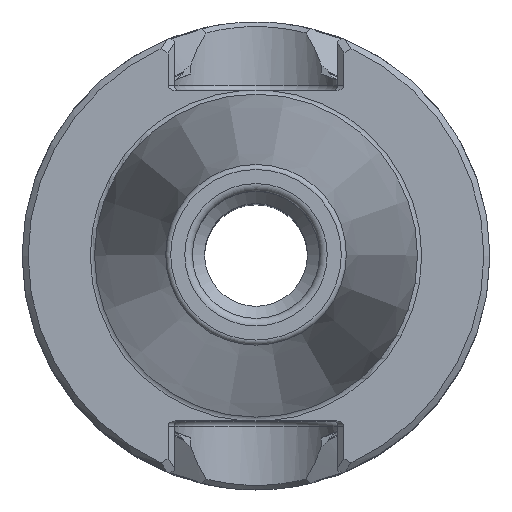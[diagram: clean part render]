
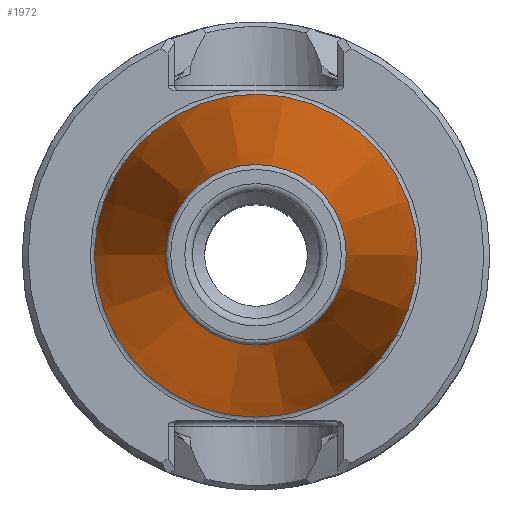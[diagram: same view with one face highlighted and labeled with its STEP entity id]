
A CAD part, top view. The second image highlights one B-rep face of the part: STEP entity #1972.
In plain terms, the highlighted conical face has half-angle 8.297 degrees and reference radius 8.879 mm.
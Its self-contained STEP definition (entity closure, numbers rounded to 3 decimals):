
#261=CONICAL_SURFACE('',#2074,8.879,0.145);
#285=ORIENTED_EDGE('',*,*,#683,.T.);
#286=ORIENTED_EDGE('',*,*,#682,.F.);
#682=EDGE_CURVE('',#882,#882,#1022,.T.);
#683=EDGE_CURVE('',#883,#883,#1023,.T.);
#882=VERTEX_POINT('',#2623);
#883=VERTEX_POINT('',#2626);
#1022=CIRCLE('',#2073,8.879);
#1023=CIRCLE('',#2075,15.876);
#1083=EDGE_LOOP('',(#285));
#1084=EDGE_LOOP('',(#286));
#1201=FACE_BOUND('',#1083,.T.);
#1202=FACE_BOUND('',#1084,.T.);
#1972=ADVANCED_FACE('',(#1201,#1202),#261,.T.);
#2073=AXIS2_PLACEMENT_3D('',#2622,#2248,#2249);
#2074=AXIS2_PLACEMENT_3D('',#2624,#2250,#2251);
#2075=AXIS2_PLACEMENT_3D('',#2625,#2252,#2253);
#2248=DIRECTION('',(0.,0.,1.));
#2249=DIRECTION('',(1.,0.,0.));
#2250=DIRECTION('',(0.,0.,-1.));
#2251=DIRECTION('',(-1.,0.,0.));
#2252=DIRECTION('',(0.,0.,1.));
#2253=DIRECTION('',(1.,0.,0.));
#2622=CARTESIAN_POINT('',(0.,0.,47.972));
#2623=CARTESIAN_POINT('',(8.879,0.,47.972));
#2624=CARTESIAN_POINT('',(0.,0.,47.972));
#2625=CARTESIAN_POINT('',(0.,0.,-0.009));
#2626=CARTESIAN_POINT('',(15.876,0.,-0.009));
